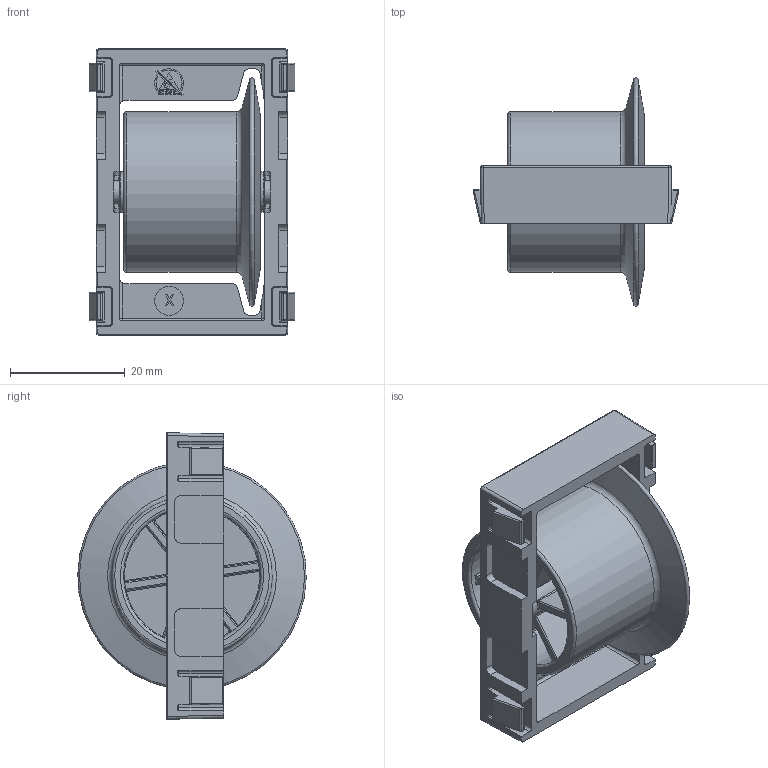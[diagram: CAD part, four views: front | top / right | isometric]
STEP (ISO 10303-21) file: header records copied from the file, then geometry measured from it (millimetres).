
FILE_DESCRIPTION(/* description */ ('KriTec Rollenelement mit Rolle R28 Flansch, rot'),/* implementation_level */ '2;1');
FILE_NAME(/* name */ '13922_KriTec_Rollenelement_mit_Rolle_R28_Flansch_rot.stp',/* time_stamp */ '2022-07-21T11:56:08+02:00',/* author */ ('Nell'),/* organization */ (''),/* preprocessor_version */ 'ST-DEVELOPER v17',/* originating_system */ 'Autodesk Inventor 2018',/* authorisation */ '');
FILE_SCHEMA (('AUTOMOTIVE_DESIGN { 1 0 10303 214 3 1 1 }'));
Length unit declared in the file: millimetre
Products named in the file (4): 13922; 062AER91.50_062ACR2891.50; 062AXM_d4 l32; 062RR2891_062RR28F11 yellow
Assembly tree (3 placements, depth 2):
  13922
    062AER91.50_062ACR2891.50
    062AXM_d4 l32
    062RR2891_062RR28F11 yellow
Bounding box: 35.9 x 39.88 x 49.99 mm (x, y, z)
Volume: 12832.6 mm3; surface area: 14093.3 mm2
Topology: 3 solids, 3 shells, 964 faces, 2493 edges, 1441 vertices
Faces by surface type: plane 380, cylinder 273, bspline 120, torus 107, sphere 80, cone 4
Full cylindrical faces by diameter (mm): 3 x1, 4 x1, 4.2 x1, 5.028 x1, 7 x2, 24 x2, 28 x1
Entity records: 33916 total; most frequent: CARTESIAN_POINT 11144, DIRECTION 4807, ORIENTED_EDGE 4760, EDGE_CURVE 2380, AXIS2_PLACEMENT_3D 1745, VERTEX_POINT 1440, LINE 1317, VECTOR 1317
